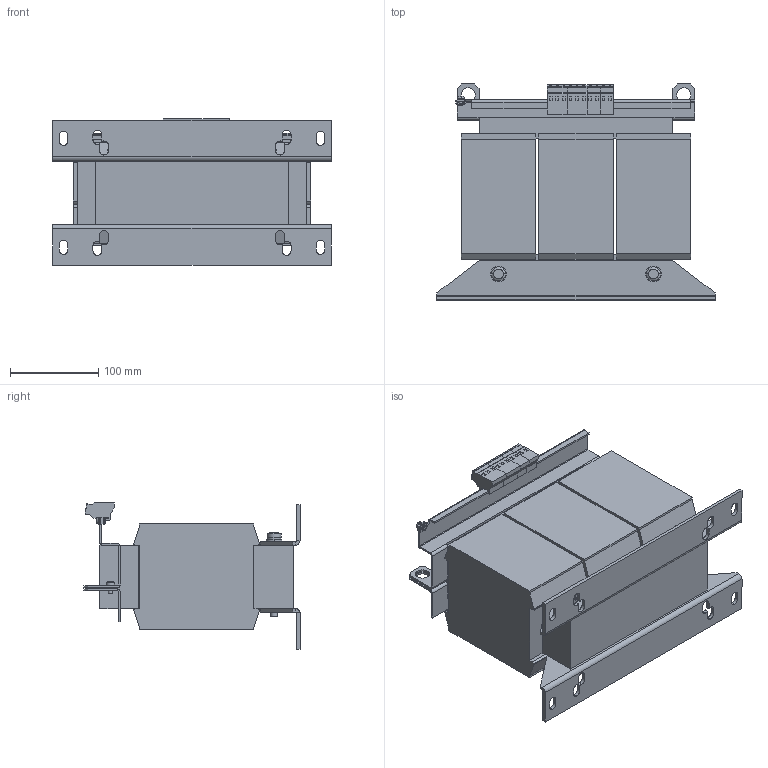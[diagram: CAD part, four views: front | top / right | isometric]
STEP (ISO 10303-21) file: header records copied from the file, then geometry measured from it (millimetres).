
FILE_DESCRIPTION (( 'STEP AP214' ), '1' );
FILE_NAME ('195226.STEP', '2020-05-28T17:04:34', ( '' ), ( '' ), 'SwSTEP 2.0', 'SolidWorks 2018', '' );
FILE_SCHEMA (( 'AUTOMOTIVE_DESIGN' ));
Length unit declared in the file: millimetre
Products named in the file (1): 195226
Bounding box: 316 x 245.5 x 166 mm (x, y, z)
Volume: 5769354.6 mm3; surface area: 437619.9 mm2
Topology: 1 solids, 1 shells, 625 faces, 1563 edges, 976 vertices
Faces by surface type: plane 459, cylinder 138, torus 14, sphere 8, cone 6
Entity records: 18484 total; most frequent: CARTESIAN_POINT 3289, DIRECTION 3130, ORIENTED_EDGE 3122, EDGE_CURVE 1561, LINE 1188, VECTOR 1188, VERTEX_POINT 976, AXIS2_PLACEMENT_3D 971
